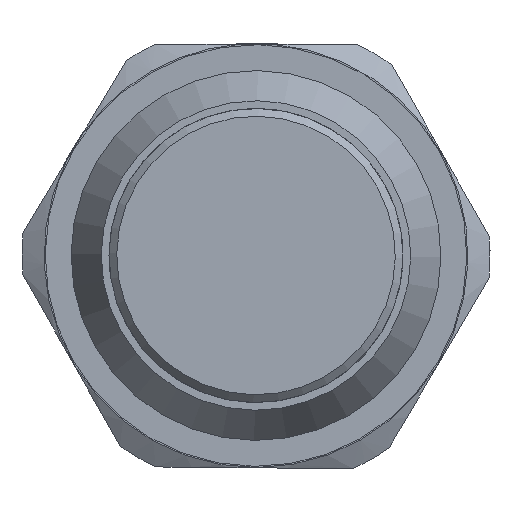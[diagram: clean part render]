
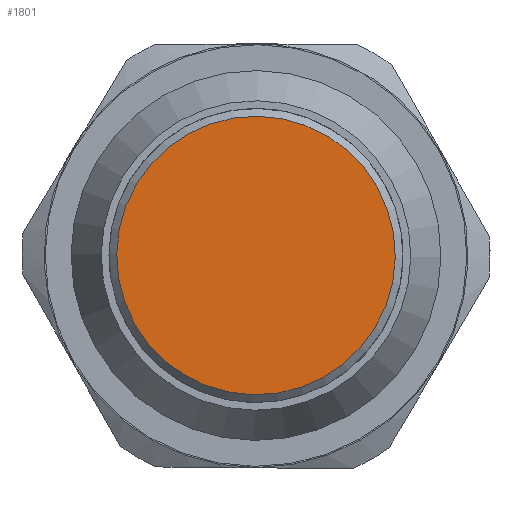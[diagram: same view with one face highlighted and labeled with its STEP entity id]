
A CAD part, front view. The second image highlights one B-rep face of the part: STEP entity #1801.
In plain terms, the highlighted planar face has unit normal (0, -1, 0).
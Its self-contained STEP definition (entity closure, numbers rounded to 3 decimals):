
#192=PLANE('',#1893);
#224=ORIENTED_EDGE('',*,*,#570,.T.);
#570=EDGE_CURVE('',#743,#743,#864,.T.);
#743=VERTEX_POINT('',#2450);
#864=CIRCLE('',#1894,18.);
#945=EDGE_LOOP('',(#224));
#1061=FACE_BOUND('',#945,.T.);
#1801=ADVANCED_FACE('',(#1061),#192,.T.);
#1893=AXIS2_PLACEMENT_3D('',#2448,#2064,#2065);
#1894=AXIS2_PLACEMENT_3D('',#2449,#2066,#2067);
#2064=DIRECTION('',(0.,-1.,0.));
#2065=DIRECTION('',(-0.988,0.,-0.156));
#2066=DIRECTION('',(0.,-1.,0.));
#2067=DIRECTION('',(-0.988,0.,-0.156));
#2448=CARTESIAN_POINT('',(0.,-26.2,0.));
#2449=CARTESIAN_POINT('',(0.,-26.2,0.));
#2450=CARTESIAN_POINT('',(-17.779,-26.2,-2.814));
